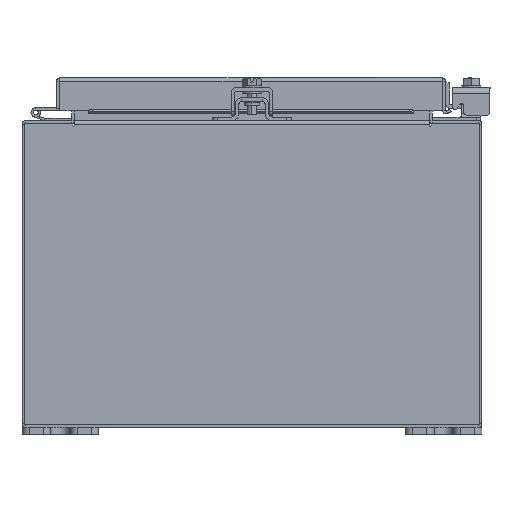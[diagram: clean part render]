
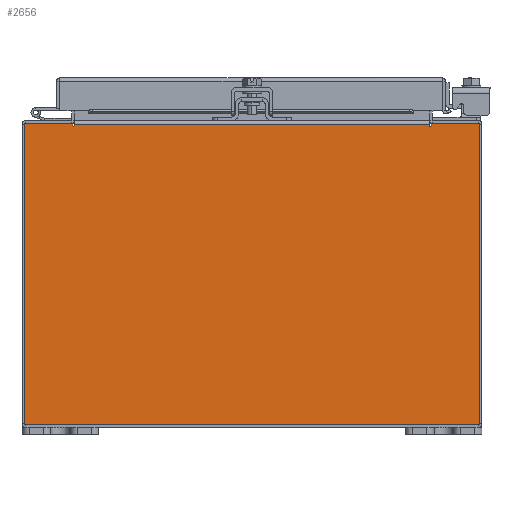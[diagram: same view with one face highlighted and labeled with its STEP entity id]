
A CAD part, front view. The second image highlights one B-rep face of the part: STEP entity #2656.
In plain terms, the highlighted face is planar.
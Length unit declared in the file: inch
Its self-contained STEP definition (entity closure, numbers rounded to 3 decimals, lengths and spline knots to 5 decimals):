
#183 = DIRECTION ( 'NONE',  ( 0., 0., 1. ) ) ;
#546 = CARTESIAN_POINT ( 'NONE',  ( -4.6372, 0., 3.9123 ) ) ;
#1118 = CARTESIAN_POINT ( 'NONE',  ( -4.6372, 0., 3.87495 ) ) ;
#1578 = VERTEX_POINT ( 'NONE', #15550 ) ;
#1664 = DIRECTION ( 'NONE',  ( 1., 0., 0. ) ) ;
#1854 = VERTEX_POINT ( 'NONE', #20100 ) ;
#1870 = CARTESIAN_POINT ( 'NONE',  ( 5.9253, 0., 3.9253 ) ) ;
#1992 = LINE ( 'NONE', #2510, #7378 ) ;
#2510 = CARTESIAN_POINT ( 'NONE',  ( 4.6372, 0., 0. ) ) ;
#2656 = ADVANCED_FACE ( 'NONE', ( #13706 ), #17685, .F. ) ;
#3131 = CIRCLE ( 'NONE', #16542, 0.01868 ) ;
#3175 = EDGE_CURVE ( 'NONE', #18253, #1578, #17360, .T. ) ;
#3506 = CARTESIAN_POINT ( 'NONE',  ( -4.65587, 0., 3.87495 ) ) ;
#3596 = CARTESIAN_POINT ( 'NONE',  ( 4.67455, 0., 3.9253 ) ) ;
#3674 = DIRECTION ( 'NONE',  ( 0., 0., -1. ) ) ;
#3801 = VERTEX_POINT ( 'NONE', #21522 ) ;
#3834 = CARTESIAN_POINT ( 'NONE',  ( 4.67455, 0., 3.87495 ) ) ;
#3931 = EDGE_CURVE ( 'NONE', #3801, #21880, #16714, .T. ) ;
#4591 = ORIENTED_EDGE ( 'NONE', *, *, #11491, .F. ) ;
#4894 = ORIENTED_EDGE ( 'NONE', *, *, #10526, .F. ) ;
#5316 = DIRECTION ( 'NONE',  ( 0., 0., -1. ) ) ;
#6469 = DIRECTION ( 'NONE',  ( 0., 0., 1. ) ) ;
#6848 = AXIS2_PLACEMENT_3D ( 'NONE', #6866, #19501, #8689 ) ;
#6866 = CARTESIAN_POINT ( 'NONE',  ( 0., 0., 0. ) ) ;
#7303 = ORIENTED_EDGE ( 'NONE', *, *, #10723, .T. ) ;
#7372 = LINE ( 'NONE', #16567, #21196 ) ;
#7378 = VECTOR ( 'NONE', #15155, 39.37008 ) ;
#7385 = VERTEX_POINT ( 'NONE', #546 ) ;
#7404 = LINE ( 'NONE', #16896, #11616 ) ;
#8258 = CARTESIAN_POINT ( 'NONE',  ( 4.65588, 0., 3.87495 ) ) ;
#8689 = DIRECTION ( 'NONE',  ( 0., 0., -1. ) ) ;
#8832 = CARTESIAN_POINT ( 'NONE',  ( -4.6372, 0., 3.9123 ) ) ;
#9326 = VECTOR ( 'NONE', #12267, 39.37008 ) ;
#9447 = DIRECTION ( 'NONE',  ( -1., 0., 0. ) ) ;
#9493 = CARTESIAN_POINT ( 'NONE',  ( -5.9253, 0., -3.9253 ) ) ;
#9775 = ORIENTED_EDGE ( 'NONE', *, *, #3931, .F. ) ;
#10075 = DIRECTION ( 'NONE',  ( 0., 0., -1. ) ) ;
#10526 = EDGE_CURVE ( 'NONE', #21211, #3801, #3131, .T. ) ;
#10580 = ORIENTED_EDGE ( 'NONE', *, *, #23320, .T. ) ;
#10723 = EDGE_CURVE ( 'NONE', #13930, #15994, #7372, .T. ) ;
#10770 = LINE ( 'NONE', #1870, #20369 ) ;
#10860 = ORIENTED_EDGE ( 'NONE', *, *, #3175, .F. ) ;
#11491 = EDGE_CURVE ( 'NONE', #1578, #1854, #1992, .T. ) ;
#11616 = VECTOR ( 'NONE', #18696, 39.37008 ) ;
#11641 = EDGE_CURVE ( 'NONE', #15994, #11819, #22593, .T. ) ;
#11819 = VERTEX_POINT ( 'NONE', #16024 ) ;
#11887 = VECTOR ( 'NONE', #183, 39.37008 ) ;
#12267 = DIRECTION ( 'NONE',  ( 0., 0., -1. ) ) ;
#12434 = VECTOR ( 'NONE', #1664, 39.37008 ) ;
#12502 = CARTESIAN_POINT ( 'NONE',  ( -5.9253, 0., 3.9253 ) ) ;
#12624 = CARTESIAN_POINT ( 'NONE',  ( -5.9253, 0., 3.9253 ) ) ;
#13706 = FACE_OUTER_BOUND ( 'NONE', #20142, .T. ) ;
#13930 = VERTEX_POINT ( 'NONE', #21377 ) ;
#14059 = EDGE_CURVE ( 'NONE', #11819, #21880, #22782, .T. ) ;
#14065 = CARTESIAN_POINT ( 'NONE',  ( -4.67455, 0., 3.9253 ) ) ;
#14286 = DIRECTION ( 'NONE',  ( 1., 0., 0. ) ) ;
#14686 = LINE ( 'NONE', #23077, #9326 ) ;
#14772 = ORIENTED_EDGE ( 'NONE', *, *, #23247, .F. ) ;
#14946 = EDGE_CURVE ( 'NONE', #7385, #1854, #19452, .T. ) ;
#15155 = DIRECTION ( 'NONE',  ( 0., 0., 1. ) ) ;
#15221 = ORIENTED_EDGE ( 'NONE', *, *, #19019, .T. ) ;
#15550 = CARTESIAN_POINT ( 'NONE',  ( 4.6372, 0., 3.87495 ) ) ;
#15841 = ORIENTED_EDGE ( 'NONE', *, *, #14059, .T. ) ;
#15994 = VERTEX_POINT ( 'NONE', #9493 ) ;
#16024 = CARTESIAN_POINT ( 'NONE',  ( -5.9253, 0., 3.9253 ) ) ;
#16157 = DIRECTION ( 'NONE',  ( 0., 1., 0. ) ) ;
#16542 = AXIS2_PLACEMENT_3D ( 'NONE', #3506, #16157, #5316 ) ;
#16567 = CARTESIAN_POINT ( 'NONE',  ( -5.9253, 0., -3.9253 ) ) ;
#16714 = LINE ( 'NONE', #21805, #11887 ) ;
#16721 = ORIENTED_EDGE ( 'NONE', *, *, #11641, .T. ) ;
#16896 = CARTESIAN_POINT ( 'NONE',  ( 4.67455, 0., 0. ) ) ;
#17232 = LINE ( 'NONE', #12502, #12434 ) ;
#17298 = AXIS2_PLACEMENT_3D ( 'NONE', #8258, #20883, #10075 ) ;
#17360 = CIRCLE ( 'NONE', #17298, 0.01868 ) ;
#17685 = PLANE ( 'NONE',  #6848 ) ;
#17809 = VECTOR ( 'NONE', #6469, 39.37008 ) ;
#17995 = VECTOR ( 'NONE', #23425, 39.37008 ) ;
#18253 = VERTEX_POINT ( 'NONE', #3834 ) ;
#18666 = EDGE_CURVE ( 'NONE', #18990, #18253, #7404, .T. ) ;
#18696 = DIRECTION ( 'NONE',  ( 0., 0., -1. ) ) ;
#18810 = ORIENTED_EDGE ( 'NONE', *, *, #18666, .F. ) ;
#18879 = VECTOR ( 'NONE', #14286, 39.37008 ) ;
#18990 = VERTEX_POINT ( 'NONE', #3596 ) ;
#19019 = EDGE_CURVE ( 'NONE', #20018, #13930, #10770, .T. ) ;
#19115 = CARTESIAN_POINT ( 'NONE',  ( -5.9253, 0., 3.9253 ) ) ;
#19281 = CARTESIAN_POINT ( 'NONE',  ( 5.9253, 0., 3.9253 ) ) ;
#19452 = LINE ( 'NONE', #8832, #18879 ) ;
#19501 = DIRECTION ( 'NONE',  ( 0., -1., 0. ) ) ;
#20018 = VERTEX_POINT ( 'NONE', #19281 ) ;
#20100 = CARTESIAN_POINT ( 'NONE',  ( 4.6372, 0., 3.9123 ) ) ;
#20142 = EDGE_LOOP ( 'NONE', ( #9775, #4894, #14772, #21538, #4591, #10860, #18810, #10580, #15221, #7303, #16721, #15841 ) ) ;
#20369 = VECTOR ( 'NONE', #3674, 39.37008 ) ;
#20883 = DIRECTION ( 'NONE',  ( 0., 1., 0. ) ) ;
#21196 = VECTOR ( 'NONE', #9447, 39.37008 ) ;
#21211 = VERTEX_POINT ( 'NONE', #1118 ) ;
#21377 = CARTESIAN_POINT ( 'NONE',  ( 5.9253, 0., -3.9253 ) ) ;
#21522 = CARTESIAN_POINT ( 'NONE',  ( -4.67455, 0., 3.87495 ) ) ;
#21538 = ORIENTED_EDGE ( 'NONE', *, *, #14946, .T. ) ;
#21805 = CARTESIAN_POINT ( 'NONE',  ( -4.67455, 0., 0. ) ) ;
#21880 = VERTEX_POINT ( 'NONE', #14065 ) ;
#22593 = LINE ( 'NONE', #19115, #17809 ) ;
#22782 = LINE ( 'NONE', #12624, #17995 ) ;
#23077 = CARTESIAN_POINT ( 'NONE',  ( -4.6372, 0., 0. ) ) ;
#23247 = EDGE_CURVE ( 'NONE', #7385, #21211, #14686, .T. ) ;
#23320 = EDGE_CURVE ( 'NONE', #18990, #20018, #17232, .T. ) ;
#23425 = DIRECTION ( 'NONE',  ( 1., 0., 0. ) ) ;
